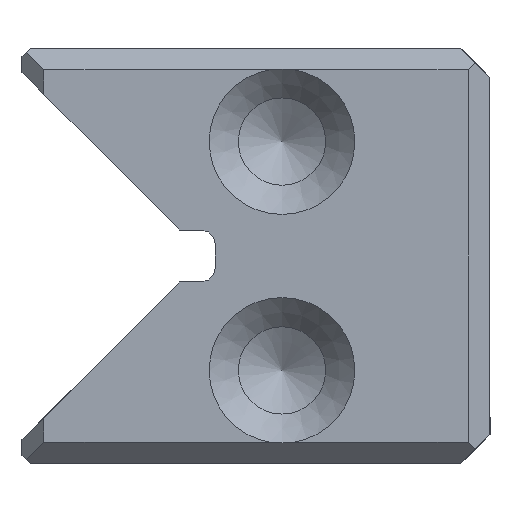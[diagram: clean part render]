
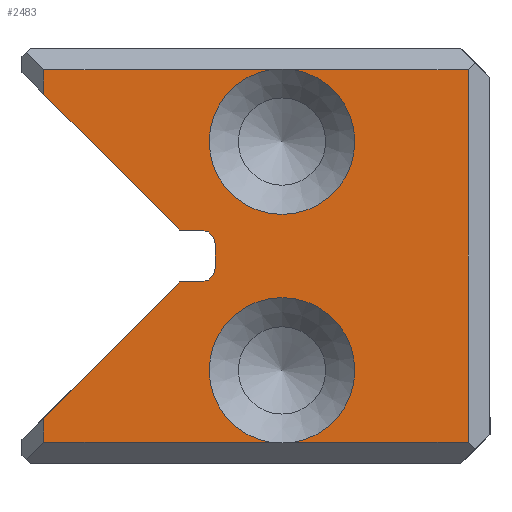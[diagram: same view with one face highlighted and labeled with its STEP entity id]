
A CAD part, left-side view. The second image highlights one B-rep face of the part: STEP entity #2483.
In plain terms, the highlighted planar face has unit normal (-1, 0, 0).
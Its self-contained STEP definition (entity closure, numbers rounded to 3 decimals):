
#2174=FACE_OUTER_BOUND('',#3665,.T.);
#2483=ADVANCED_FACE('',(#2174),#2882,.T.);
#2882=PLANE('',#9158);
#3134=CIRCLE('',#9154,3.5);
#3135=CIRCLE('',#9155,3.5);
#3136=CIRCLE('',#9156,0.7);
#3137=CIRCLE('',#9157,0.7);
#3665=EDGE_LOOP('',(#4421,#4422,#4423,#4424,#4425,#4426,#4427,#4428,#4429,
#4430,#4431,#4432,#4433,#4434,#4435,#4436));
#4421=ORIENTED_EDGE('',*,*,#7059,.F.);
#4422=ORIENTED_EDGE('',*,*,#7060,.T.);
#4423=ORIENTED_EDGE('',*,*,#7061,.T.);
#4424=ORIENTED_EDGE('',*,*,#7062,.T.);
#4425=ORIENTED_EDGE('',*,*,#7063,.T.);
#4426=ORIENTED_EDGE('',*,*,#7064,.T.);
#4427=ORIENTED_EDGE('',*,*,#7065,.T.);
#4428=ORIENTED_EDGE('',*,*,#7066,.T.);
#4429=ORIENTED_EDGE('',*,*,#7067,.T.);
#4430=ORIENTED_EDGE('',*,*,#7068,.T.);
#4431=ORIENTED_EDGE('',*,*,#7069,.T.);
#4432=ORIENTED_EDGE('',*,*,#7070,.T.);
#4433=ORIENTED_EDGE('',*,*,#7071,.F.);
#4434=ORIENTED_EDGE('',*,*,#7072,.F.);
#4435=ORIENTED_EDGE('',*,*,#7073,.T.);
#4436=ORIENTED_EDGE('',*,*,#7074,.T.);
#6377=VERTEX_POINT('',#11805);
#6378=VERTEX_POINT('',#11806);
#6379=VERTEX_POINT('',#11808);
#6380=VERTEX_POINT('',#11810);
#6381=VERTEX_POINT('',#11812);
#6382=VERTEX_POINT('',#11814);
#6383=VERTEX_POINT('',#11816);
#6384=VERTEX_POINT('',#11818);
#6385=VERTEX_POINT('',#11820);
#6386=VERTEX_POINT('',#11822);
#6387=VERTEX_POINT('',#11824);
#6388=VERTEX_POINT('',#11826);
#6389=VERTEX_POINT('',#11828);
#6390=VERTEX_POINT('',#11830);
#6391=VERTEX_POINT('',#11832);
#6392=VERTEX_POINT('',#11834);
#7059=EDGE_CURVE('',#6377,#6378,#3134,.T.);
#7060=EDGE_CURVE('',#6377,#6379,#7947,.T.);
#7061=EDGE_CURVE('',#6379,#6380,#7948,.T.);
#7062=EDGE_CURVE('',#6380,#6381,#7949,.T.);
#7063=EDGE_CURVE('',#6381,#6382,#3135,.T.);
#7064=EDGE_CURVE('',#6382,#6383,#7950,.T.);
#7065=EDGE_CURVE('',#6383,#6384,#7951,.T.);
#7066=EDGE_CURVE('',#6384,#6385,#7952,.T.);
#7067=EDGE_CURVE('',#6385,#6386,#7953,.T.);
#7068=EDGE_CURVE('',#6386,#6387,#3136,.T.);
#7069=EDGE_CURVE('',#6387,#6388,#7954,.T.);
#7070=EDGE_CURVE('',#6388,#6389,#3137,.T.);
#7071=EDGE_CURVE('',#6390,#6389,#7955,.T.);
#7072=EDGE_CURVE('',#6391,#6390,#7956,.T.);
#7073=EDGE_CURVE('',#6391,#6392,#7957,.T.);
#7074=EDGE_CURVE('',#6392,#6378,#7958,.T.);
#7947=LINE('',#11807,#8627);
#7948=LINE('',#11809,#8628);
#7949=LINE('',#11811,#8629);
#7950=LINE('',#11815,#8630);
#7951=LINE('',#11817,#8631);
#7952=LINE('',#11819,#8632);
#7953=LINE('',#11821,#8633);
#7954=LINE('',#11825,#8634);
#7955=LINE('',#11829,#8635);
#7956=LINE('',#11831,#8636);
#7957=LINE('',#11833,#8637);
#7958=LINE('',#11835,#8638);
#8627=VECTOR('',#9751,1.);
#8628=VECTOR('',#9752,1.);
#8629=VECTOR('',#9753,1.);
#8630=VECTOR('',#9756,1.);
#8631=VECTOR('',#9757,1.);
#8632=VECTOR('',#9758,1.);
#8633=VECTOR('',#9759,1.);
#8634=VECTOR('',#9762,1.);
#8635=VECTOR('',#9765,1.);
#8636=VECTOR('',#9766,1.);
#8637=VECTOR('',#9767,1.);
#8638=VECTOR('',#9768,1.);
#9154=AXIS2_PLACEMENT_3D('',#11804,#9749,#9750);
#9155=AXIS2_PLACEMENT_3D('',#11813,#9754,#9755);
#9156=AXIS2_PLACEMENT_3D('',#11823,#9760,#9761);
#9157=AXIS2_PLACEMENT_3D('',#11827,#9763,#9764);
#9158=AXIS2_PLACEMENT_3D('',#11836,#9769,#9770);
#9749=DIRECTION('',(-1.,0.,0.));
#9750=DIRECTION('',(0.,0.,1.));
#9751=DIRECTION('',(0.,-1.,0.));
#9752=DIRECTION('',(0.,0.,1.));
#9753=DIRECTION('',(0.,1.,0.));
#9754=DIRECTION('',(1.,0.,0.));
#9755=DIRECTION('',(0.,0.,-1.));
#9756=DIRECTION('',(0.,1.,0.));
#9757=DIRECTION('',(0.,0.,-1.));
#9758=DIRECTION('',(0.,-0.707,-0.707));
#9759=DIRECTION('',(0.,-1.,0.));
#9760=DIRECTION('',(1.,0.,0.));
#9761=DIRECTION('',(0.,0.,1.));
#9762=DIRECTION('',(0.,0.,-1.));
#9763=DIRECTION('',(1.,0.,0.));
#9764=DIRECTION('',(0.,0.,1.));
#9765=DIRECTION('',(0.,-1.,0.));
#9766=DIRECTION('',(0.,-0.707,0.707));
#9767=DIRECTION('',(0.,0.,-1.));
#9768=DIRECTION('',(0.,-1.,0.));
#9769=DIRECTION('',(-1.,0.,0.));
#9770=DIRECTION('',(0.,0.,-1.));
#11804=CARTESIAN_POINT('',(0.,10.,4.5));
#11805=CARTESIAN_POINT('',(0.,9.411,1.05));
#11806=CARTESIAN_POINT('',(0.,10.589,1.05));
#11807=CARTESIAN_POINT('',(0.,11.25,1.05));
#11808=CARTESIAN_POINT('',(0.,1.05,1.05));
#11809=CARTESIAN_POINT('',(0.,1.05,0.));
#11810=CARTESIAN_POINT('',(0.,1.05,18.95));
#11811=CARTESIAN_POINT('',(0.,11.25,18.95));
#11812=CARTESIAN_POINT('',(0.,9.411,18.95));
#11813=CARTESIAN_POINT('',(0.,10.,15.5));
#11814=CARTESIAN_POINT('',(0.,10.589,18.95));
#11815=CARTESIAN_POINT('',(0.,11.25,18.95));
#11816=CARTESIAN_POINT('',(0.,21.45,18.95));
#11817=CARTESIAN_POINT('',(0.,21.45,0.));
#11818=CARTESIAN_POINT('',(0.,21.45,17.778));
#11819=CARTESIAN_POINT('',(0.,22.5,18.828));
#11820=CARTESIAN_POINT('',(0.,14.922,11.25));
#11821=CARTESIAN_POINT('',(0.,13.2,11.25));
#11822=CARTESIAN_POINT('',(0.,13.9,11.25));
#11823=CARTESIAN_POINT('',(0.,13.9,10.55));
#11824=CARTESIAN_POINT('',(0.,13.2,10.55));
#11825=CARTESIAN_POINT('',(0.,13.2,11.25));
#11826=CARTESIAN_POINT('',(0.,13.2,9.45));
#11827=CARTESIAN_POINT('',(0.,13.9,9.45));
#11828=CARTESIAN_POINT('',(0.,13.9,8.75));
#11829=CARTESIAN_POINT('',(0.,13.2,8.75));
#11830=CARTESIAN_POINT('',(0.,14.922,8.75));
#11831=CARTESIAN_POINT('',(0.,22.5,1.172));
#11832=CARTESIAN_POINT('',(0.,21.45,2.222));
#11833=CARTESIAN_POINT('',(0.,21.45,0.));
#11834=CARTESIAN_POINT('',(0.,21.45,1.05));
#11835=CARTESIAN_POINT('',(0.,11.25,1.05));
#11836=CARTESIAN_POINT('',(0.,11.25,0.));
